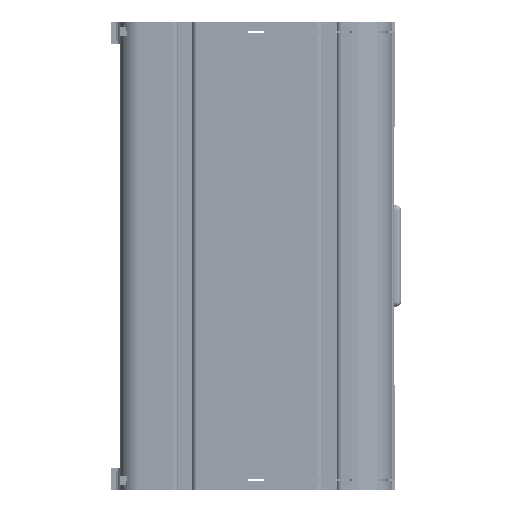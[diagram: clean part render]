
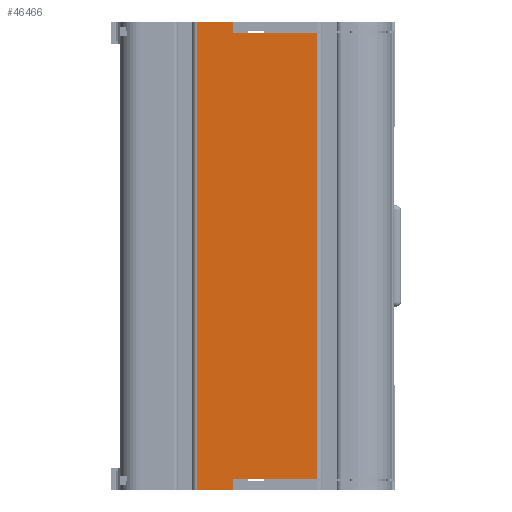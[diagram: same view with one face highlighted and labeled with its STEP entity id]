
A CAD part, front view. The second image highlights one B-rep face of the part: STEP entity #46466.
In plain terms, the highlighted planar face has unit normal (0, -1, 0).
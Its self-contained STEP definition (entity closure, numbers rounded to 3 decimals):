
#3024=FACE_OUTER_BOUND('',#5609,.T.);
#5609=EDGE_LOOP('',(#30117,#30118,#30119,#30120,#30121,#30122,#30123,#30124));
#8730=LINE('',#64580,#13761);
#8731=LINE('',#64582,#13762);
#8732=LINE('',#64584,#13763);
#8733=LINE('',#64586,#13764);
#8734=LINE('',#64588,#13765);
#8735=LINE('',#64590,#13766);
#8736=LINE('',#64592,#13767);
#8737=LINE('',#64593,#13768);
#13761=VECTOR('',#52597,11.3);
#13762=VECTOR('',#52598,3.5);
#13763=VECTOR('',#52599,26.5);
#13764=VECTOR('',#52600,140.);
#13765=VECTOR('',#52601,26.5);
#13766=VECTOR('',#52602,3.5);
#13767=VECTOR('',#52603,11.3);
#13768=VECTOR('',#52604,147.);
#18792=VERTEX_POINT('',#64578);
#18793=VERTEX_POINT('',#64579);
#18794=VERTEX_POINT('',#64581);
#18795=VERTEX_POINT('',#64583);
#18796=VERTEX_POINT('',#64585);
#18797=VERTEX_POINT('',#64587);
#18798=VERTEX_POINT('',#64589);
#18799=VERTEX_POINT('',#64591);
#23374=EDGE_CURVE('',#18792,#18793,#8730,.T.);
#23375=EDGE_CURVE('',#18792,#18794,#8731,.T.);
#23376=EDGE_CURVE('',#18795,#18794,#8732,.T.);
#23377=EDGE_CURVE('',#18795,#18796,#8733,.T.);
#23378=EDGE_CURVE('',#18796,#18797,#8734,.T.);
#23379=EDGE_CURVE('',#18798,#18797,#8735,.T.);
#23380=EDGE_CURVE('',#18798,#18799,#8736,.T.);
#23381=EDGE_CURVE('',#18799,#18793,#8737,.T.);
#30117=ORIENTED_EDGE('',*,*,#23374,.F.);
#30118=ORIENTED_EDGE('',*,*,#23375,.T.);
#30119=ORIENTED_EDGE('',*,*,#23376,.F.);
#30120=ORIENTED_EDGE('',*,*,#23377,.T.);
#30121=ORIENTED_EDGE('',*,*,#23378,.T.);
#30122=ORIENTED_EDGE('',*,*,#23379,.F.);
#30123=ORIENTED_EDGE('',*,*,#23380,.T.);
#30124=ORIENTED_EDGE('',*,*,#23381,.T.);
#43603=PLANE('',#49118);
#46466=ADVANCED_FACE('',(#3024),#43603,.F.);
#49118=AXIS2_PLACEMENT_3D('',#64577,#52595,#52596);
#52595=DIRECTION('center_axis',(0.,1.,0.));
#52596=DIRECTION('ref_axis',(0.,0.,1.));
#52597=DIRECTION('',(-1.,0.,0.));
#52598=DIRECTION('',(0.,0.,1.));
#52599=DIRECTION('',(-1.,0.,0.));
#52600=DIRECTION('',(0.,0.,1.));
#52601=DIRECTION('',(-1.,0.,0.));
#52602=DIRECTION('',(0.,0.,-1.));
#52603=DIRECTION('',(-1.,0.,0.));
#52604=DIRECTION('',(0.,0.,-1.));
#64577=CARTESIAN_POINT('Origin',(66.574,-2.624,157.));
#64578=CARTESIAN_POINT('',(-5.447,-2.624,-23.999));
#64579=CARTESIAN_POINT('',(-16.747,-2.624,-23.999));
#64580=CARTESIAN_POINT('',(66.574,-2.624,-23.999));
#64581=CARTESIAN_POINT('',(-5.447,-2.624,-20.499));
#64582=CARTESIAN_POINT('',(-5.447,-2.624,45.925));
#64583=CARTESIAN_POINT('',(21.053,-2.624,-20.499));
#64584=CARTESIAN_POINT('',(66.574,-2.624,-20.499));
#64585=CARTESIAN_POINT('',(21.053,-2.624,119.501));
#64586=CARTESIAN_POINT('',(21.053,-2.624,-243.));
#64587=CARTESIAN_POINT('',(-5.447,-2.624,119.501));
#64588=CARTESIAN_POINT('',(66.574,-2.624,119.501));
#64589=CARTESIAN_POINT('',(-5.447,-2.624,123.001));
#64590=CARTESIAN_POINT('',(-5.447,-2.624,157.));
#64591=CARTESIAN_POINT('',(-16.747,-2.624,123.001));
#64592=CARTESIAN_POINT('',(66.574,-2.624,123.001));
#64593=CARTESIAN_POINT('',(-16.747,-2.624,-358.));
